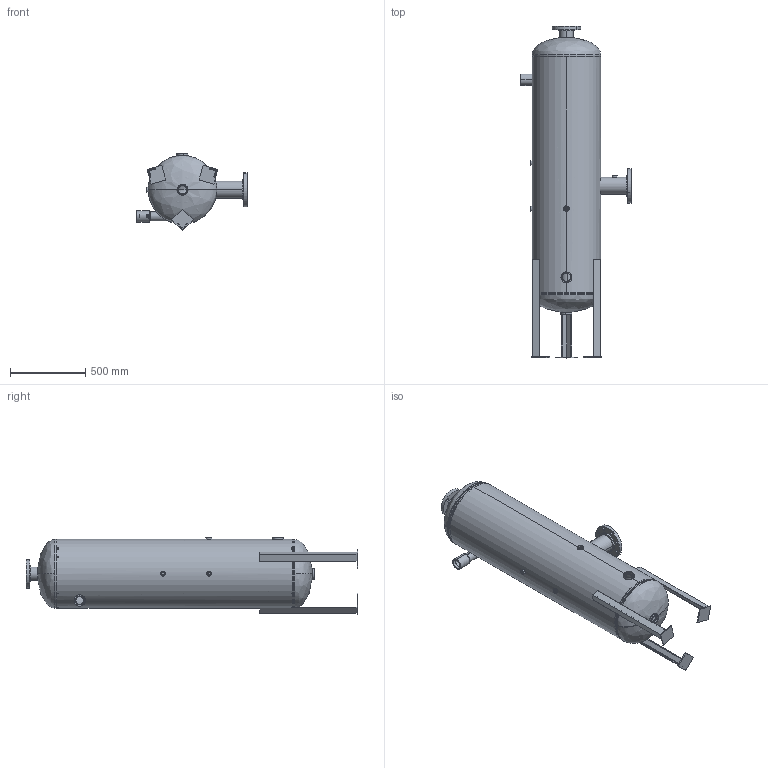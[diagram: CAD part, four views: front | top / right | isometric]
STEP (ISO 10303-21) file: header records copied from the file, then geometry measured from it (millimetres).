
FILE_DESCRIPTION (( 'STEP AP203' ), '1' );
FILE_NAME ('BDT-25.STEP', '2021-03-15T18:19:00', ( '' ), ( '' ), 'SwSTEP 2.0', 'SolidWorks 2021', '' );
FILE_SCHEMA (( 'CONFIG_CONTROL_DESIGN' ));
Length unit declared in the file: inch
Products named in the file (18): 9301090_24; 9461070; 99P0328_10IN; 9500030; 9461060; 99P0329; 9200116; 9500080; 99P0325_7727K357; 9301080_3.25; 99P0324_56; 9100290_25.5; BDT-25; 99M0168; 99T0254; Couplings_9500567; 9500040
Assembly tree (24 placements, depth 2):
  BDT-25
    99P0324_56
    9200116
    9200116
    9500080  x2
    9500040
    9500030  x3
    Couplings_9500567
    9301080_3.25
    99P0328_10IN
    9301090_24
    9461060
    99P0329
    99P0325_7727K357
    9461070
    99M0168
    9100290_25.5  x3
    99T0254  x3
Bounding box: 736.6 x 2209.8 x 514.05 mm (x, y, z)
Volume: 28312555.9 mm3; surface area: 7138069.5 mm2
Topology: 24 solids, 24 shells, 389 faces, 869 edges, 534 vertices
Faces by surface type: cylinder 157, cone 122, plane 94, bspline 12, torus 4
Entity records: 14253 total; most frequent: CARTESIAN_POINT 4743, DIRECTION 1663, ORIENTED_EDGE 1438, EDGE_CURVE 719, AXIS2_PLACEMENT_3D 686, VERTEX_POINT 434, EDGE_LOOP 387, CIRCLE 352
